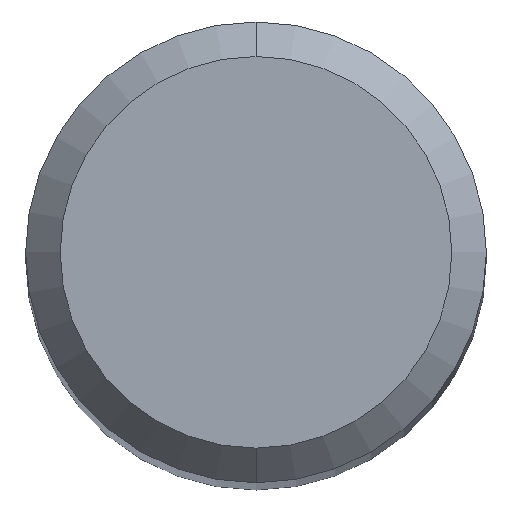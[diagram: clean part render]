
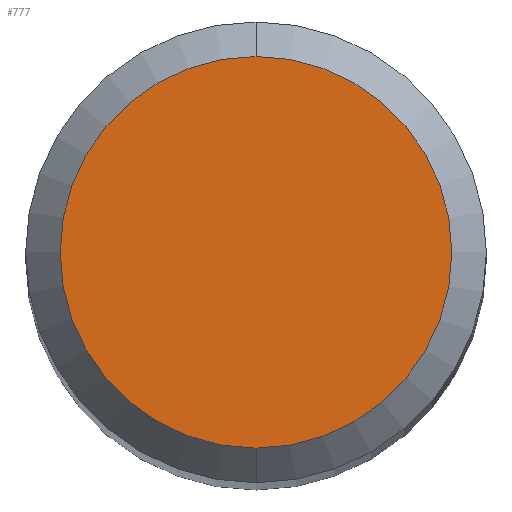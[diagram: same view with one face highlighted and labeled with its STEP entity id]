
A CAD part, top view. The second image highlights one B-rep face of the part: STEP entity #777.
In plain terms, the highlighted planar face has unit normal (0, 0, 1).
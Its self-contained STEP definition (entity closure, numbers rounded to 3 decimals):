
#533=EDGE_CURVE('',#951,#561,#1206,.T.);
#561=VERTEX_POINT('',#1234);
#777=ADVANCED_FACE('',(#1465),#1466,.T.);
#905=EDGE_CURVE('',#561,#951,#1612,.T.);
#951=VERTEX_POINT('',#1662);
#1206=CIRCLE('',#2654,1.7);
#1234=CARTESIAN_POINT('',(0.0,1.7,0.0));
#1465=FACE_OUTER_BOUND('',#3611,.T.);
#1466=PLANE('',#3612);
#1612=CIRCLE('',#4496,1.7);
#1662=CARTESIAN_POINT('',(0.,-1.7,0.0));
#2654=AXIS2_PLACEMENT_3D('',#5200,#5201,#5202);
#3611=EDGE_LOOP('',(#5413,#5414));
#3612=AXIS2_PLACEMENT_3D('',#5415,#5416,#5417);
#4496=AXIS2_PLACEMENT_3D('',#5643,#5644,#5645);
#5200=CARTESIAN_POINT('',(0.0,0.0,0.0));
#5201=DIRECTION('',(0.0,0.0,-1.0));
#5202=DIRECTION('',(0.0,1.0,0.0));
#5413=ORIENTED_EDGE('',*,*,#905,.F.);
#5414=ORIENTED_EDGE('',*,*,#533,.F.);
#5415=CARTESIAN_POINT('',(0.0,0.85,0.0));
#5416=DIRECTION('',(-0.0,0.0,1.0));
#5417=DIRECTION('',(0.0,-1.0,0.0));
#5643=CARTESIAN_POINT('',(0.0,0.0,0.0));
#5644=DIRECTION('',(0.0,0.0,-1.0));
#5645=DIRECTION('',(0.0,1.0,0.0));
